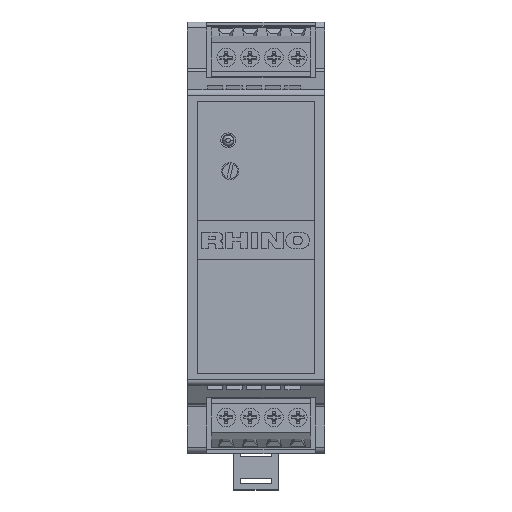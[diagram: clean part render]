
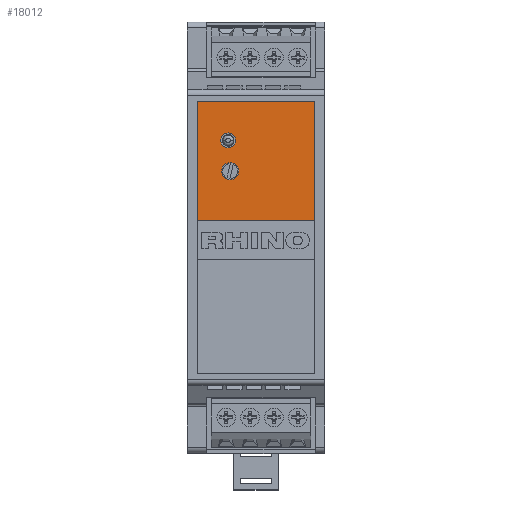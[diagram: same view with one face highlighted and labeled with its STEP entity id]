
A CAD part, top view. The second image highlights one B-rep face of the part: STEP entity #18012.
In plain terms, the highlighted planar face has unit normal (0, 0, 1).
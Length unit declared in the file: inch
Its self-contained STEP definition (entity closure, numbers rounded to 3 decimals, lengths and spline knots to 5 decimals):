
#1616 = CARTESIAN_POINT ( 'NONE',  ( 0.59, 0.175, 0.0005 ) ) ;
#1617 = CARTESIAN_POINT ( 'NONE',  ( -0.59, 0.175, 0.0005 ) ) ;
#1618 = CARTESIAN_POINT ( 'NONE',  ( 0.59, 1.365, 0.0005 ) ) ;
#1619 = CARTESIAN_POINT ( 'NONE',  ( -0.59, 1.365, 0.0005 ) ) ;
#17308 = CARTESIAN_POINT ( 'NONE',  ( -0.355, 0.975, 0.0005 ) ) ;
#17309 = CARTESIAN_POINT ( 'NONE',  ( -0.205, 0.975, 0.0005 ) ) ;
#17312 = CARTESIAN_POINT ( 'NONE',  ( -0.346, 0.665, 0.0005 ) ) ;
#17313 = CARTESIAN_POINT ( 'NONE',  ( -0.174, 0.665, 0.0005 ) ) ;
#18012 = ADVANCED_FACE ( 'NONE', ( #33857, #33858, #33859 ), #34186, .T. ) ;
#18099 = AXIS2_PLACEMENT_3D ( 'NONE', #34187, #34188, #34189 ) ;
#21550 = EDGE_CURVE ( 'NONE', #35427, #35428, #39989, .T. ) ;
#21554 = EDGE_CURVE ( 'NONE', #35431, #35432, #39995, .T. ) ;
#21650 = EDGE_CURVE ( 'NONE', #35428, #35427, #40068, .T. ) ;
#21651 = EDGE_CURVE ( 'NONE', #35432, #35431, #40047, .T. ) ;
#21652 = EDGE_CURVE ( 'NONE', #22827, #22830, #38964, .T. ) ;
#21653 = EDGE_CURVE ( 'NONE', #22827, #22828, #38965, .T. ) ;
#21654 = EDGE_CURVE ( 'NONE', #22830, #22832, #38966, .T. ) ;
#21655 = EDGE_CURVE ( 'NONE', #22832, #22828, #38967, .T. ) ;
#22356 = EDGE_LOOP ( 'NONE', ( #22680, #22683 ) ) ;
#22357 = EDGE_LOOP ( 'NONE', ( #22681, #22684 ) ) ;
#22358 = EDGE_LOOP ( 'NONE', ( #22682, #22686, #22685, #22687 ) ) ;
#22680 = ORIENTED_EDGE ( 'NONE', *, *, #21650, .F. ) ;
#22681 = ORIENTED_EDGE ( 'NONE', *, *, #21651, .F. ) ;
#22682 = ORIENTED_EDGE ( 'NONE', *, *, #21653, .F. ) ;
#22683 = ORIENTED_EDGE ( 'NONE', *, *, #21550, .F. ) ;
#22684 = ORIENTED_EDGE ( 'NONE', *, *, #21554, .F. ) ;
#22685 = ORIENTED_EDGE ( 'NONE', *, *, #21654, .T. ) ;
#22686 = ORIENTED_EDGE ( 'NONE', *, *, #21652, .T. ) ;
#22687 = ORIENTED_EDGE ( 'NONE', *, *, #21655, .T. ) ;
#22827 = VERTEX_POINT ( 'NONE', #1616 ) ;
#22828 = VERTEX_POINT ( 'NONE', #1617 ) ;
#22830 = VERTEX_POINT ( 'NONE', #1618 ) ;
#22832 = VERTEX_POINT ( 'NONE', #1619 ) ;
#33857 = FACE_BOUND ( 'NONE', #22356, .T. ) ;
#33858 = FACE_BOUND ( 'NONE', #22357, .T. ) ;
#33859 = FACE_OUTER_BOUND ( 'NONE', #22358, .T. ) ;
#34186 = PLANE ( 'NONE',  #18099 ) ;
#34187 = CARTESIAN_POINT ( 'NONE',  ( 0.59, -1.365, 0.0005 ) ) ;
#34188 = DIRECTION ( 'NONE',  ( 0., 0., 1. ) ) ;
#34189 = DIRECTION ( 'NONE',  ( 1., 0., 0. ) ) ;
#35427 = VERTEX_POINT ( 'NONE', #17308 ) ;
#35428 = VERTEX_POINT ( 'NONE', #17309 ) ;
#35431 = VERTEX_POINT ( 'NONE', #17312 ) ;
#35432 = VERTEX_POINT ( 'NONE', #17313 ) ;
#38964 = LINE ( 'NONE', #40356, #40082 ) ;
#38965 = LINE ( 'NONE', #40358, #40083 ) ;
#38966 = LINE ( 'NONE', #40360, #40084 ) ;
#38967 = LINE ( 'NONE', #40362, #40085 ) ;
#39628 = CARTESIAN_POINT ( 'NONE',  ( -0.28, 0.975, 0.0005 ) ) ;
#39629 = DIRECTION ( 'NONE',  ( 0., 0., 1. ) ) ;
#39630 = DIRECTION ( 'NONE',  ( 1., 0., 0. ) ) ;
#39638 = CARTESIAN_POINT ( 'NONE',  ( -0.26, 0.665, 0.0005 ) ) ;
#39639 = DIRECTION ( 'NONE',  ( 0., 0., 1. ) ) ;
#39640 = DIRECTION ( 'NONE',  ( 1., 0., 0. ) ) ;
#39989 = CIRCLE ( 'NONE', #39990, 0.075 ) ;
#39990 = AXIS2_PLACEMENT_3D ( 'NONE', #39628, #39629, #39630 ) ;
#39995 = CIRCLE ( 'NONE', #39996, 0.086 ) ;
#39996 = AXIS2_PLACEMENT_3D ( 'NONE', #39638, #39639, #39640 ) ;
#40047 = CIRCLE ( 'NONE', #40081, 0.086 ) ;
#40068 = CIRCLE ( 'NONE', #40080, 0.075 ) ;
#40080 = AXIS2_PLACEMENT_3D ( 'NONE', #40350, #40351, #40352 ) ;
#40081 = AXIS2_PLACEMENT_3D ( 'NONE', #40353, #40354, #40355 ) ;
#40082 = VECTOR ( 'NONE', #40357, 39.37008 ) ;
#40083 = VECTOR ( 'NONE', #40359, 39.37008 ) ;
#40084 = VECTOR ( 'NONE', #40361, 39.37008 ) ;
#40085 = VECTOR ( 'NONE', #40363, 39.37008 ) ;
#40350 = CARTESIAN_POINT ( 'NONE',  ( -0.28, 0.975, 0.0005 ) ) ;
#40351 = DIRECTION ( 'NONE',  ( 0., 0., 1. ) ) ;
#40352 = DIRECTION ( 'NONE',  ( 1., 0., 0. ) ) ;
#40353 = CARTESIAN_POINT ( 'NONE',  ( -0.26, 0.665, 0.0005 ) ) ;
#40354 = DIRECTION ( 'NONE',  ( 0., 0., 1. ) ) ;
#40355 = DIRECTION ( 'NONE',  ( 1., 0., 0. ) ) ;
#40356 = CARTESIAN_POINT ( 'NONE',  ( 0.59, 1.365, 0.0005 ) ) ;
#40357 = DIRECTION ( 'NONE',  ( 0., 1., 0. ) ) ;
#40358 = CARTESIAN_POINT ( 'NONE',  ( -0.59, 0.175, 0.0005 ) ) ;
#40359 = DIRECTION ( 'NONE',  ( -1., 0., 0. ) ) ;
#40360 = CARTESIAN_POINT ( 'NONE',  ( -0.59, 1.365, 0.0005 ) ) ;
#40361 = DIRECTION ( 'NONE',  ( -1., 0., 0. ) ) ;
#40362 = CARTESIAN_POINT ( 'NONE',  ( -0.59, 1.365, 0.0005 ) ) ;
#40363 = DIRECTION ( 'NONE',  ( 0., -1., 0. ) ) ;
